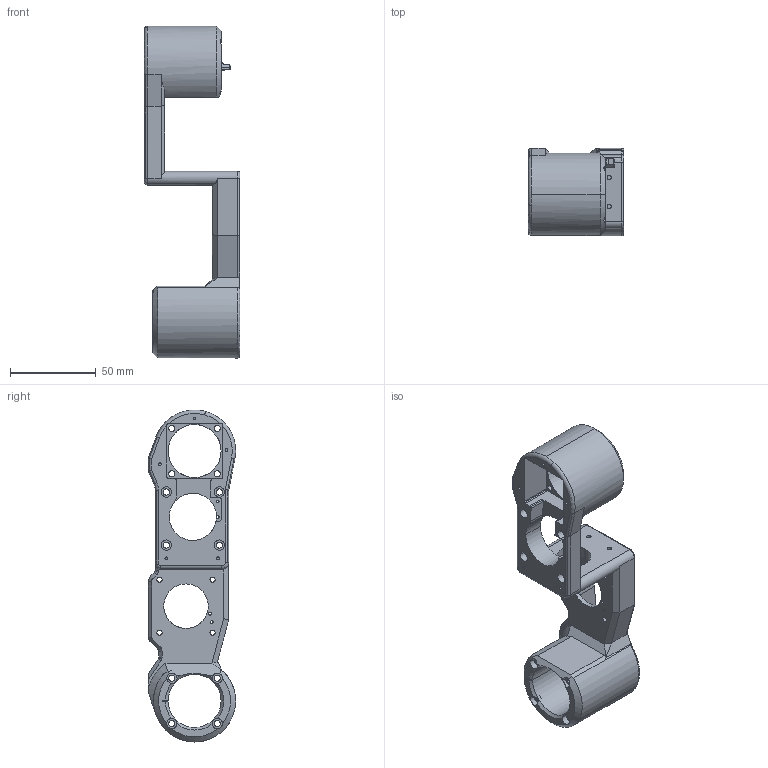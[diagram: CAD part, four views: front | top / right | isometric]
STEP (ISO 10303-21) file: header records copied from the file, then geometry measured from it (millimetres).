
FILE_DESCRIPTION (( 'STEP AP203' ), '1' );
FILE_NAME ('Joint2 & Joint3_Dummy v164 v1.STEP', '2023-12-03T07:56:33', ( '' ), ( '' ), 'SwSTEP 2.0', 'SolidWorks 2022', '' );
FILE_SCHEMA (( 'CONFIG_CONTROL_DESIGN' ));
Length unit declared in the file: millimetre
Products named in the file (1): Joint2 & Joint3_Dummy v164 v1
Bounding box: 55.85 x 50.99 x 194 mm (x, y, z)
Volume: 125204.5 mm3; surface area: 47565.3 mm2
Topology: 1 solids, 1 shells, 383 faces, 1026 edges, 658 vertices
Faces by surface type: cylinder 213, plane 120, cone 29, torus 13, bspline 8
Entity records: 13394 total; most frequent: CARTESIAN_POINT 3558, DIRECTION 2115, ORIENTED_EDGE 2048, EDGE_CURVE 1024, AXIS2_PLACEMENT_3D 841, VERTEX_POINT 658, CIRCLE 465, EDGE_LOOP 446
